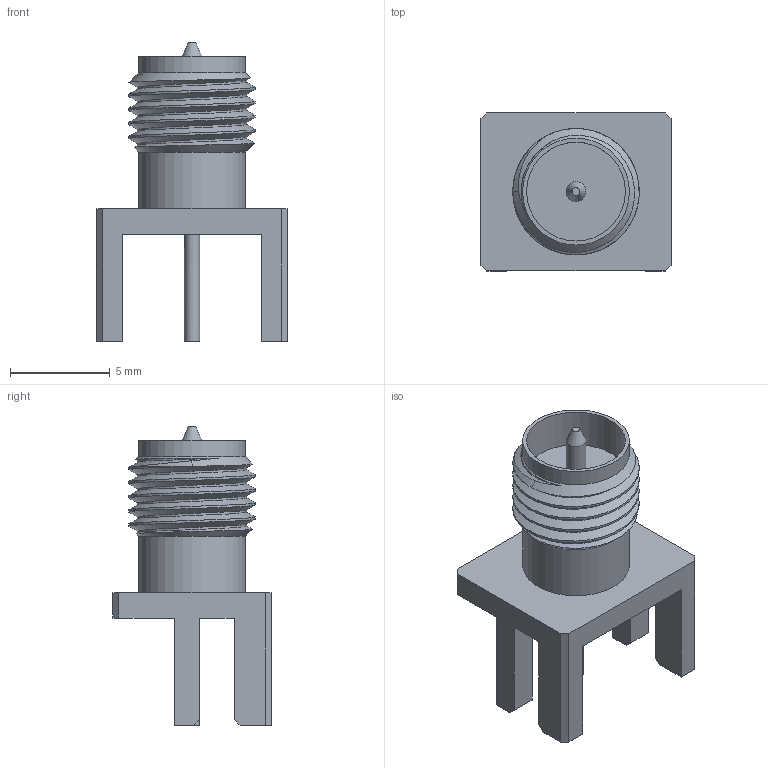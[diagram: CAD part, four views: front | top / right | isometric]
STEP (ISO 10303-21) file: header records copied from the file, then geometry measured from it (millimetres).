
FILE_DESCRIPTION(/* description */ ('Unknown'),/* implementation_level */ '2;1');
FILE_NAME(/* name */ '63012202124505',/* time_stamp */ '2018-09-20T17:03:01+02:00',/* author */ ('Unknown'),/* organization */ ('Unknown'),/* preprocessor_version */ 'ST-DEVELOPER v16.7',/* originating_system */ 'DEX',/* authorisation */ $);
FILE_SCHEMA (('AUTOMOTIVE_DESIGN {1 0 10303 214 3 1 1}'));
Length unit declared in the file: millimetre
Products named in the file (1): 63012202124505
Bounding box: 9.52 x 7.92 x 14.97 mm (x, y, z)
Volume: 290.7 mm3; surface area: 559 mm2
Topology: 1 solids, 3 shells, 56 faces, 140 edges, 93 vertices
Faces by surface type: plane 35, cylinder 12, cone 5, bspline 2, torus 2
Full cylindrical faces by diameter (mm): 0.76 x1, 1 x2, 1.27 x1, 2.45 x1, 4.03 x1, 4.1 x1, 4.95 x1, 5.35 x2
Entity records: 2513 total; most frequent: CARTESIAN_POINT 933, DIRECTION 234, ORIENTED_EDGE 222, EDGE_CURVE 111, VERTEX_POINT 81, LINE 78, VECTOR 78, AXIS2_PLACEMENT_3D 78
